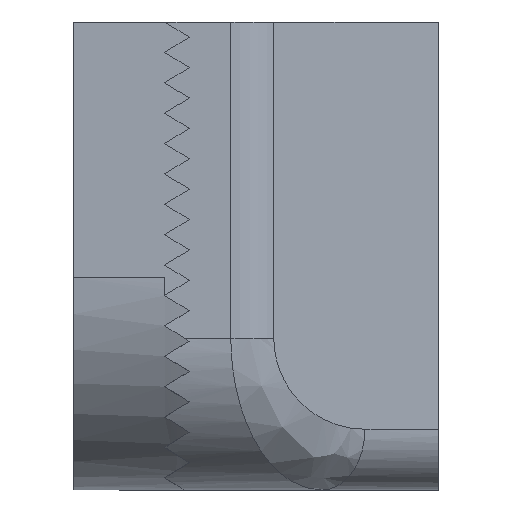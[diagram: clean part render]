
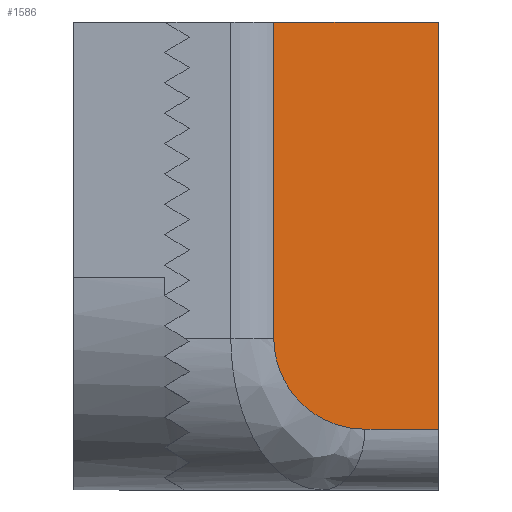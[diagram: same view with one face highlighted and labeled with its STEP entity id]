
A CAD part, left-side view. The second image highlights one B-rep face of the part: STEP entity #1586.
In plain terms, the highlighted planar face has unit normal (-0.707, -0.707, 0).
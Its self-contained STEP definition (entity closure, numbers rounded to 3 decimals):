
#71=B_SPLINE_CURVE_WITH_KNOTS('',3,(#2333,#2334,#2335,#2336,#2337,#2338,
#2339,#2340,#2341,#2342,#2343,#2344,#2345),.UNSPECIFIED.,.F.,.F.,(4,3,3,
3,4),(3.142,3.534,3.927,4.32,
4.712),.UNSPECIFIED.);
#75=PLANE('',#1698);
#150=FACE_OUTER_BOUND('',#235,.T.);
#235=EDGE_LOOP('',(#1098,#1099,#1100,#1101,#1102));
#324=LINE('',#2329,#501);
#325=LINE('',#2331,#502);
#326=LINE('',#2347,#503);
#327=LINE('',#2348,#504);
#501=VECTOR('',#1859,1000.);
#502=VECTOR('',#1860,1000.);
#503=VECTOR('',#1861,1000.);
#504=VECTOR('',#1862,1000.);
#693=VERTEX_POINT('',#2327);
#694=VERTEX_POINT('',#2328);
#695=VERTEX_POINT('',#2330);
#696=VERTEX_POINT('',#2332);
#697=VERTEX_POINT('',#2346);
#854=EDGE_CURVE('',#693,#694,#324,.T.);
#855=EDGE_CURVE('',#693,#695,#325,.T.);
#856=EDGE_CURVE('',#695,#696,#71,.T.);
#857=EDGE_CURVE('',#696,#697,#326,.T.);
#858=EDGE_CURVE('',#694,#697,#327,.T.);
#1098=ORIENTED_EDGE('',*,*,#854,.F.);
#1099=ORIENTED_EDGE('',*,*,#855,.T.);
#1100=ORIENTED_EDGE('',*,*,#856,.T.);
#1101=ORIENTED_EDGE('',*,*,#857,.T.);
#1102=ORIENTED_EDGE('',*,*,#858,.F.);
#1586=ADVANCED_FACE('',(#150),#75,.F.);
#1698=AXIS2_PLACEMENT_3D('',#2326,#1857,#1858);
#1857=DIRECTION('center_axis',(0.707,0.707,0.));
#1858=DIRECTION('ref_axis',(-0.707,0.707,0.));
#1859=DIRECTION('',(0.707,-0.707,0.));
#1860=DIRECTION('',(0.,0.,-1.));
#1861=DIRECTION('',(0.707,-0.707,0.));
#1862=DIRECTION('',(0.,0.,-1.));
#2326=CARTESIAN_POINT('Origin',(-7.75,3.,7.7));
#2327=CARTESIAN_POINT('',(-7.457,2.707,7.7));
#2328=CARTESIAN_POINT('',(-4.75,0.,7.7));
#2329=CARTESIAN_POINT('',(-7.75,3.,7.7));
#2330=CARTESIAN_POINT('',(-7.457,2.707,2.5));
#2331=CARTESIAN_POINT('',(-7.457,2.707,7.7));
#2332=CARTESIAN_POINT('',(-5.957,1.207,1.));
#2333=CARTESIAN_POINT('Ctrl Pts',(-7.457,2.707,2.5));
#2334=CARTESIAN_POINT('Ctrl Pts',(-7.457,2.707,2.304));
#2335=CARTESIAN_POINT('Ctrl Pts',(-7.418,2.668,2.107));
#2336=CARTESIAN_POINT('Ctrl Pts',(-7.343,2.593,1.926));
#2337=CARTESIAN_POINT('Ctrl Pts',(-7.268,2.518,1.745));
#2338=CARTESIAN_POINT('Ctrl Pts',(-7.157,2.407,1.578));
#2339=CARTESIAN_POINT('Ctrl Pts',(-7.018,2.268,1.439));
#2340=CARTESIAN_POINT('Ctrl Pts',(-6.879,2.129,1.3));
#2341=CARTESIAN_POINT('Ctrl Pts',(-6.713,1.963,1.189));
#2342=CARTESIAN_POINT('Ctrl Pts',(-6.531,1.781,1.114));
#2343=CARTESIAN_POINT('Ctrl Pts',(-6.35,1.6,1.039));
#2344=CARTESIAN_POINT('Ctrl Pts',(-6.153,1.403,1.));
#2345=CARTESIAN_POINT('Ctrl Pts',(-5.957,1.207,1.));
#2346=CARTESIAN_POINT('',(-4.75,0.,1.));
#2347=CARTESIAN_POINT('',(-7.75,3.,1.));
#2348=CARTESIAN_POINT('',(-4.75,0.,7.7));
